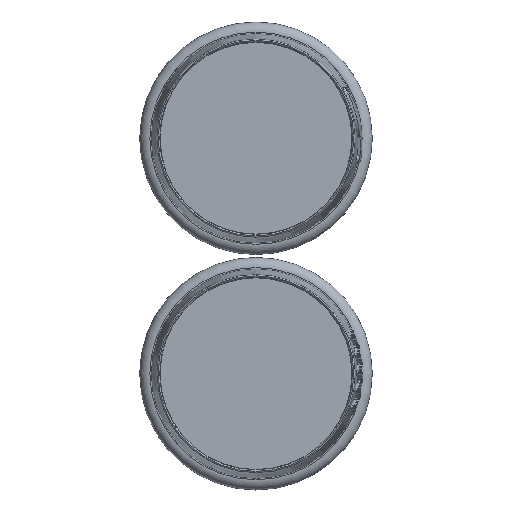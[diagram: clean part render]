
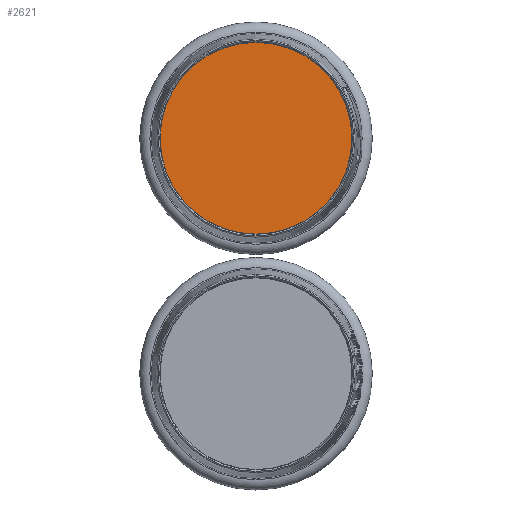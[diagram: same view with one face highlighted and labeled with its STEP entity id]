
A CAD part, top view. The second image highlights one B-rep face of the part: STEP entity #2621.
In plain terms, the highlighted planar face has unit normal (0, 0, 1).
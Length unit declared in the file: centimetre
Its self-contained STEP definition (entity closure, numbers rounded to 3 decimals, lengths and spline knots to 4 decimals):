
#357=PLANE('',#2805);
#717=FACE_OUTER_BOUND('',#872,.T.);
#872=EDGE_LOOP('',(#1835));
#1026=CIRCLE('',#2804,3.3);
#1071=VERTEX_POINT('',#4489);
#1368=EDGE_CURVE('',#1071,#1071,#1026,.T.);
#1835=ORIENTED_EDGE('',*,*,#1368,.T.);
#2621=ADVANCED_FACE('',(#717),#357,.T.);
#2804=AXIS2_PLACEMENT_3D('',#4505,#3095,#3096);
#2805=AXIS2_PLACEMENT_3D('',#4506,#3097,#3098);
#3095=DIRECTION('center_axis',(0.,0.,1.));
#3096=DIRECTION('ref_axis',(1.,0.,0.));
#3097=DIRECTION('center_axis',(0.,0.,1.));
#3098=DIRECTION('ref_axis',(1.,0.,0.));
#4489=CARTESIAN_POINT('',(10.,2.6,2.));
#4505=CARTESIAN_POINT('Origin',(10.,5.9,2.));
#4506=CARTESIAN_POINT('Origin',(10.,5.9,2.));
